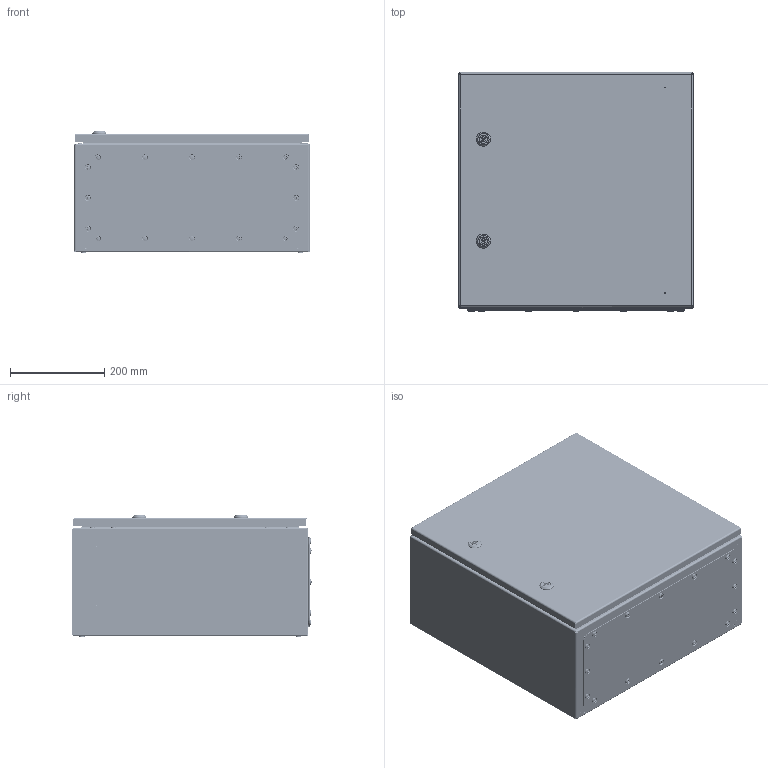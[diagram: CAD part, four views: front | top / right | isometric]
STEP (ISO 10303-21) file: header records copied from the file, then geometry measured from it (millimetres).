
FILE_DESCRIPTION (( 'STEP AP203' ), '1' );
FILE_NAME ('U2900050503 Êîðïóñ UC2M 50.50.25 IP66 (752.000.290).STEP', '2022-04-29T07:56:42', ( '' ), ( '' ), 'SwSTEP 2.0', 'SolidWorks 2017', '' );
FILE_SCHEMA (( 'CONFIG_CONTROL_DESIGN' ));
Length unit declared in the file: millimetre
Products named in the file (38): Øòèôò ïåòëè 4-119 Dirak; 蹴濋趌5915_M5; ч蜱齁罻 ST-9; 027-188 署赅 UC2_02 (50.25); Øïèëüêà ðåçüáîâàÿ Ì6_Œ6å12; 008-399 Ñòåíêà ïðîôèëüíàÿ UC2_12 (50.50.25); 040-116 Âèíò ñïåöèàëüíûé ST 4,8x9; Óïëîòíèòåëü ÏÏÓ äâåðêè UC2_18 (50.50); Øàéáà íåéëîí Ø028_Œ6; 嵑殧趌11371_5; 019-99 Ïëàíêà z-îáðàçíàÿ_00 (50); Ñòîïîðíàÿ âòóëêà ïåòëè 4-119 Dirak; Øïèëüêà ðåçüáîâàÿ Ì6_Œ8å30; 000.241.257 署赅 UC2_02 (50.25); Îñíîâàíèå ïåòëè 4-119 Dirak; Óïëîòíèòåëü ÏÏÓ êðûøêè UC2Ì_15 (50.25); Ïåòëÿ 4-119 Dirak_00; 056-272 椯鴀殣罻 UC2_12 (50.50.25); 扻豵鵨_п-1; 000.241.256 署赅 UC2_02 (50.25); 嵑殧趌11371_8; ч蜱齁罻 ST-6; 000.207.185 攜歑罻 UC2_03 (50.50); 鎔艜_17473_M6x12; Âòóëêà ïåòëè 4-119 Dirak; 012-1794 眈翴錪 鳱歑膱 UC2_03 (50.50); 000.210.362 Îñíîâàíèå äâåðêè UC2_03 (50.50); Øàéáà íåéëîí Ø028_Œ5; 嵑殧趌11371_6; Øïèëüêà çàçåìëåíèÿ CKF CS_Œ6å16; 003-393 Ñòåíêà íèæíÿÿ UC2_04 (00.50); 嵑殧趌6402_8; 蹴濋趌5915_M8; 椻壚樇襝鴀 Mesan 33; ﾇ瑟鶴 Mesan 060-1-1-13-33_00; U2900050503 扻豵鵨 UC2M 50.50.25 IP66 (752.000.290); 010-325 Ïàíåëü ìîíòàæíàÿ UC2_12 (50.50.25); 000.113.104 忺謤僔 UC2_12 (50.50.25)
Assembly tree (120 placements, depth 4):
  U2900050503 扻豵鵨 UC2M 50.50.25 IP66 (752.000.290)
    000.113.104 忺謤僔 UC2_12 (50.50.25)
      008-399 Ñòåíêà ïðîôèëüíàÿ UC2_12 (50.50.25)
      003-393 Ñòåíêà íèæíÿÿ UC2_04 (00.50)
      Øïèëüêà ðåçüáîâàÿ Ì6_Œ8å30  x4
      Øïèëüêà ðåçüáîâàÿ Ì6_Œ6å12  x8
      Øïèëüêà çàçåìëåíèÿ CKF CS_Œ6å16  x2
    000.207.185 攜歑罻 UC2_03 (50.50)
      000.210.362 Îñíîâàíèå äâåðêè UC2_03 (50.50)
        012-1794 眈翴錪 鳱歑膱 UC2_03 (50.50)
        019-99 Ïëàíêà z-îáðàçíàÿ_00 (50)  x2
        Âòóëêà ïåòëè 4-119 Dirak  x2
        Øïèëüêà çàçåìëåíèÿ CKF CS_Œ6å16  x2
      Óïëîòíèòåëü ÏÏÓ äâåðêè UC2_18 (50.50)
      ﾇ瑟鶴 Mesan 060-1-1-13-33_00  x2
        扻豵鵨_п-1
        椻壚樇襝鴀 Mesan 33
        嵑殧趌11371_6
        鎔艜_17473_M6x12
    Ïåòëÿ 4-119 Dirak_00  x2
      Âòóëêà ïåòëè 4-119 Dirak
      Øòèôò ïåòëè 4-119 Dirak
      Îñíîâàíèå ïåòëè 4-119 Dirak
      Ñòîïîðíàÿ âòóëêà ïåòëè 4-119 Dirak
    嵑殧趌11371_5  x4
    Øàéáà íåéëîí Ø028_Œ5  x4
    蹴濋趌5915_M5  x4
    ч蜱齁罻 ST-6  x6
    ч蜱齁罻 ST-9  x4
    010-325 Ïàíåëü ìîíòàæíàÿ UC2_12 (50.50.25)
    蹴濋趌5915_M8  x12
    嵑殧趌11371_8  x4
    嵑殧趌6402_8  x4
    000.241.256 署赅 UC2_02 (50.25)
      000.241.257 署赅 UC2_02 (50.25)
        027-188 署赅 UC2_02 (50.25)
        Øïèëüêà çàçåìëåíèÿ CKF CS_Œ6å16
      Óïëîòíèòåëü ÏÏÓ êðûøêè UC2Ì_15 (50.25)
    040-116 Âèíò ñïåöèàëüíûé ST 4,8x9  x16
    Øàéáà íåéëîí Ø028_Œ6  x16
    056-272 椯鴀殣罻 UC2_12 (50.50.25)
Bounding box: 500.6 x 507.22 x 257.25 mm (x, y, z)
Volume: 2233449.8 mm3; surface area: 2762410.1 mm2
Topology: 119 solids, 121 shells, 5367 faces, 12547 edges, 7594 vertices
Faces by surface type: plane 1822, cylinder 1472, bspline 1207, cone 346, sphere 280, torus 240
Entity records: 110167 total; most frequent: CARTESIAN_POINT 50458, ORIENTED_EDGE 11824, DIRECTION 9321, EDGE_CURVE 5912, VERTEX_POINT 3802, VECTOR 3469, LINE 3469, AXIS2_PLACEMENT_3D 2926
